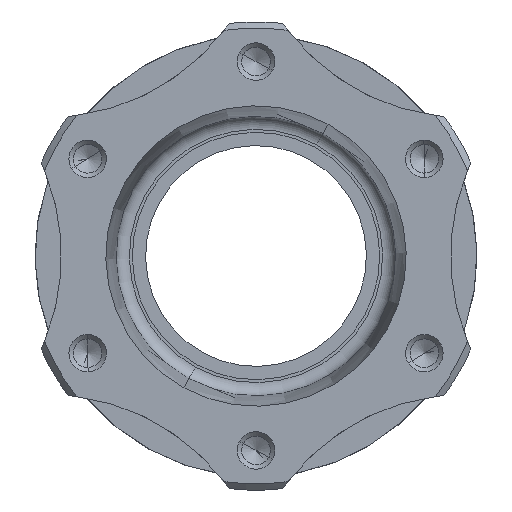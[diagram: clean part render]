
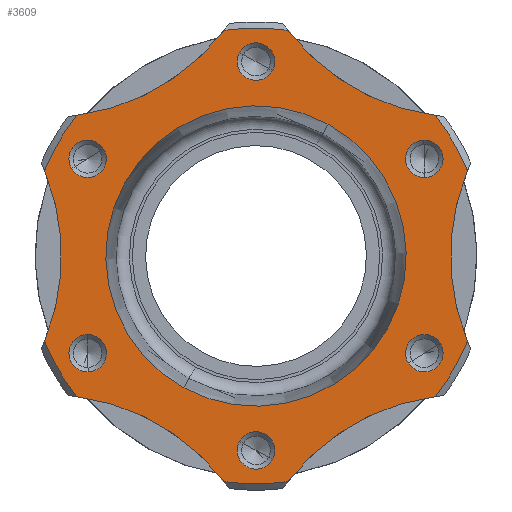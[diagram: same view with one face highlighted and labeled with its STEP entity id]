
A CAD part, front view. The second image highlights one B-rep face of the part: STEP entity #3609.
In plain terms, the highlighted planar face has unit normal (0, -1, 0).
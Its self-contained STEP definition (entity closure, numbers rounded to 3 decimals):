
#260=CARTESIAN_POINT('Vertex',(-20.864,17.5,9.896)) ;
#276=CARTESIAN_POINT('Vertex',(-17.241,17.5,12.104)) ;
#279=CARTESIAN_POINT('Axis2P3D Location',(-19.053,17.5,11.)) ;
#301=CARTESIAN_POINT('Axis2P3D Location',(-19.053,17.5,11.)) ;
#322=CARTESIAN_POINT('Vertex',(-19.003,17.5,-13.12)) ;
#338=CARTESIAN_POINT('Vertex',(-19.103,17.5,-8.88)) ;
#341=CARTESIAN_POINT('Axis2P3D Location',(-19.053,17.5,-11.)) ;
#363=CARTESIAN_POINT('Axis2P3D Location',(-19.053,17.5,-11.)) ;
#384=CARTESIAN_POINT('Vertex',(1.861,17.5,-23.017)) ;
#400=CARTESIAN_POINT('Vertex',(-1.861,17.5,-20.983)) ;
#403=CARTESIAN_POINT('Axis2P3D Location',(0.,17.5,-22.)) ;
#425=CARTESIAN_POINT('Axis2P3D Location',(0.,17.5,-22.)) ;
#446=CARTESIAN_POINT('Vertex',(20.864,17.5,-9.896)) ;
#462=CARTESIAN_POINT('Vertex',(17.241,17.5,-12.104)) ;
#465=CARTESIAN_POINT('Axis2P3D Location',(19.053,17.5,-11.)) ;
#487=CARTESIAN_POINT('Axis2P3D Location',(19.053,17.5,-11.)) ;
#508=CARTESIAN_POINT('Vertex',(19.003,17.5,13.12)) ;
#524=CARTESIAN_POINT('Vertex',(19.103,17.5,8.88)) ;
#527=CARTESIAN_POINT('Axis2P3D Location',(19.053,17.5,11.)) ;
#549=CARTESIAN_POINT('Axis2P3D Location',(19.053,17.5,11.)) ;
#570=CARTESIAN_POINT('Vertex',(-1.861,17.5,23.017)) ;
#586=CARTESIAN_POINT('Vertex',(1.861,17.5,20.983)) ;
#589=CARTESIAN_POINT('Axis2P3D Location',(0.,17.5,22.)) ;
#611=CARTESIAN_POINT('Axis2P3D Location',(0.,17.5,22.)) ;
#628=CARTESIAN_POINT('Axis2P3D Location',(0.,17.5,0.)) ;
#632=CARTESIAN_POINT('Vertex',(8.15,17.5,14.919)) ;
#634=CARTESIAN_POINT('Vertex',(-8.15,17.5,-14.919)) ;
#663=CARTESIAN_POINT('Axis2P3D Location',(0.,17.5,0.)) ;
#2779=CARTESIAN_POINT('Vertex',(20.303,17.5,15.909)) ;
#2833=CARTESIAN_POINT('Vertex',(3.626,17.5,25.537)) ;
#2836=CARTESIAN_POINT('Axis2P3D Location',(23.5,17.5,40.703)) ;
#2938=CARTESIAN_POINT('Axis2P3D Location',(0.,17.5,0.)) ;
#2942=CARTESIAN_POINT('Vertex',(23.928,17.5,9.628)) ;
#2968=CARTESIAN_POINT('Vertex',(23.928,17.5,-9.628)) ;
#2993=CARTESIAN_POINT('Axis2P3D Location',(47.,17.5,0.)) ;
#3017=CARTESIAN_POINT('Axis2P3D Location',(0.,17.5,0.)) ;
#3021=CARTESIAN_POINT('Vertex',(20.303,17.5,-15.909)) ;
#3175=CARTESIAN_POINT('Vertex',(3.626,17.5,-25.537)) ;
#3200=CARTESIAN_POINT('Axis2P3D Location',(23.5,17.5,-40.703)) ;
#3283=CARTESIAN_POINT('Axis2P3D Location',(0.,17.5,0.)) ;
#3287=CARTESIAN_POINT('Vertex',(-3.626,17.5,-25.537)) ;
#3313=CARTESIAN_POINT('Vertex',(-20.303,17.5,-15.909)) ;
#3338=CARTESIAN_POINT('Axis2P3D Location',(-23.5,17.5,-40.703)) ;
#3362=CARTESIAN_POINT('Axis2P3D Location',(0.,17.5,0.)) ;
#3366=CARTESIAN_POINT('Vertex',(-23.928,17.5,-9.628)) ;
#3450=CARTESIAN_POINT('Vertex',(-23.928,17.5,9.628)) ;
#3475=CARTESIAN_POINT('Axis2P3D Location',(-47.,17.5,0.)) ;
#3543=CARTESIAN_POINT('Axis2P3D Location',(0.,17.5,25.793)) ;
#3548=CARTESIAN_POINT('Axis2P3D Location',(-23.5,17.5,40.703)) ;
#3552=CARTESIAN_POINT('Vertex',(-20.303,17.5,15.909)) ;
#3554=CARTESIAN_POINT('Vertex',(-3.626,17.5,25.537)) ;
#3557=CARTESIAN_POINT('Axis2P3D Location',(0.,17.5,0.)) ;
#3562=CARTESIAN_POINT('Axis2P3D Location',(0.,17.5,0.)) ;
#280=DIRECTION('Axis2P3D Direction',(0.,1.,0.)) ;
#302=DIRECTION('Axis2P3D Direction',(0.,1.,0.)) ;
#342=DIRECTION('Axis2P3D Direction',(0.,1.,0.)) ;
#364=DIRECTION('Axis2P3D Direction',(0.,1.,0.)) ;
#404=DIRECTION('Axis2P3D Direction',(0.,1.,0.)) ;
#426=DIRECTION('Axis2P3D Direction',(0.,1.,0.)) ;
#466=DIRECTION('Axis2P3D Direction',(0.,1.,0.)) ;
#488=DIRECTION('Axis2P3D Direction',(0.,1.,0.)) ;
#528=DIRECTION('Axis2P3D Direction',(0.,1.,0.)) ;
#550=DIRECTION('Axis2P3D Direction',(0.,1.,0.)) ;
#590=DIRECTION('Axis2P3D Direction',(0.,1.,0.)) ;
#612=DIRECTION('Axis2P3D Direction',(0.,1.,0.)) ;
#629=DIRECTION('Axis2P3D Direction',(0.,-1.,-0.)) ;
#664=DIRECTION('Axis2P3D Direction',(0.,-1.,-0.)) ;
#2837=DIRECTION('Axis2P3D Direction',(0.,-1.,0.)) ;
#2939=DIRECTION('Axis2P3D Direction',(0.,1.,0.)) ;
#2994=DIRECTION('Axis2P3D Direction',(0.,-1.,0.)) ;
#3018=DIRECTION('Axis2P3D Direction',(0.,1.,0.)) ;
#3201=DIRECTION('Axis2P3D Direction',(0.,-1.,-0.)) ;
#3284=DIRECTION('Axis2P3D Direction',(0.,1.,0.)) ;
#3339=DIRECTION('Axis2P3D Direction',(0.,-1.,-0.)) ;
#3363=DIRECTION('Axis2P3D Direction',(0.,1.,0.)) ;
#3476=DIRECTION('Axis2P3D Direction',(-0.,-1.,0.)) ;
#3544=DIRECTION('Axis2P3D Direction',(-0.,1.,0.)) ;
#3545=DIRECTION('Axis2P3D XDirection',(1.,0.,0.)) ;
#3549=DIRECTION('Axis2P3D Direction',(-0.,1.,0.)) ;
#3558=DIRECTION('Axis2P3D Direction',(-0.,1.,0.)) ;
#3563=DIRECTION('Axis2P3D Direction',(-0.,1.,0.)) ;
#281=AXIS2_PLACEMENT_3D('Circle Axis2P3D',#279,#280,$) ;
#303=AXIS2_PLACEMENT_3D('Circle Axis2P3D',#301,#302,$) ;
#343=AXIS2_PLACEMENT_3D('Circle Axis2P3D',#341,#342,$) ;
#365=AXIS2_PLACEMENT_3D('Circle Axis2P3D',#363,#364,$) ;
#405=AXIS2_PLACEMENT_3D('Circle Axis2P3D',#403,#404,$) ;
#427=AXIS2_PLACEMENT_3D('Circle Axis2P3D',#425,#426,$) ;
#467=AXIS2_PLACEMENT_3D('Circle Axis2P3D',#465,#466,$) ;
#489=AXIS2_PLACEMENT_3D('Circle Axis2P3D',#487,#488,$) ;
#529=AXIS2_PLACEMENT_3D('Circle Axis2P3D',#527,#528,$) ;
#551=AXIS2_PLACEMENT_3D('Circle Axis2P3D',#549,#550,$) ;
#591=AXIS2_PLACEMENT_3D('Circle Axis2P3D',#589,#590,$) ;
#613=AXIS2_PLACEMENT_3D('Circle Axis2P3D',#611,#612,$) ;
#630=AXIS2_PLACEMENT_3D('Circle Axis2P3D',#628,#629,$) ;
#665=AXIS2_PLACEMENT_3D('Circle Axis2P3D',#663,#664,$) ;
#2838=AXIS2_PLACEMENT_3D('Circle Axis2P3D',#2836,#2837,$) ;
#2940=AXIS2_PLACEMENT_3D('Circle Axis2P3D',#2938,#2939,$) ;
#2995=AXIS2_PLACEMENT_3D('Circle Axis2P3D',#2993,#2994,$) ;
#3019=AXIS2_PLACEMENT_3D('Circle Axis2P3D',#3017,#3018,$) ;
#3202=AXIS2_PLACEMENT_3D('Circle Axis2P3D',#3200,#3201,$) ;
#3285=AXIS2_PLACEMENT_3D('Circle Axis2P3D',#3283,#3284,$) ;
#3340=AXIS2_PLACEMENT_3D('Circle Axis2P3D',#3338,#3339,$) ;
#3364=AXIS2_PLACEMENT_3D('Circle Axis2P3D',#3362,#3363,$) ;
#3477=AXIS2_PLACEMENT_3D('Circle Axis2P3D',#3475,#3476,$) ;
#3546=AXIS2_PLACEMENT_3D('Plane Axis2P3D',#3543,#3544,#3545) ;
#3550=AXIS2_PLACEMENT_3D('Circle Axis2P3D',#3548,#3549,$) ;
#3559=AXIS2_PLACEMENT_3D('Circle Axis2P3D',#3557,#3558,$) ;
#3564=AXIS2_PLACEMENT_3D('Circle Axis2P3D',#3562,#3563,$) ;
#3568=ORIENTED_EDGE('',*,*,#3556,.F.) ;
#3569=ORIENTED_EDGE('',*,*,#3561,.F.) ;
#3570=ORIENTED_EDGE('',*,*,#3479,.F.) ;
#3571=ORIENTED_EDGE('',*,*,#3368,.F.) ;
#3572=ORIENTED_EDGE('',*,*,#3342,.F.) ;
#3573=ORIENTED_EDGE('',*,*,#3289,.F.) ;
#3574=ORIENTED_EDGE('',*,*,#3204,.F.) ;
#3575=ORIENTED_EDGE('',*,*,#3023,.F.) ;
#3576=ORIENTED_EDGE('',*,*,#2997,.F.) ;
#3577=ORIENTED_EDGE('',*,*,#2944,.F.) ;
#3578=ORIENTED_EDGE('',*,*,#2840,.F.) ;
#3579=ORIENTED_EDGE('',*,*,#3566,.F.) ;
#3582=ORIENTED_EDGE('',*,*,#305,.T.) ;
#3583=ORIENTED_EDGE('',*,*,#283,.T.) ;
#3586=ORIENTED_EDGE('',*,*,#367,.T.) ;
#3587=ORIENTED_EDGE('',*,*,#345,.T.) ;
#3590=ORIENTED_EDGE('',*,*,#429,.T.) ;
#3591=ORIENTED_EDGE('',*,*,#407,.T.) ;
#3594=ORIENTED_EDGE('',*,*,#491,.T.) ;
#3595=ORIENTED_EDGE('',*,*,#469,.T.) ;
#3598=ORIENTED_EDGE('',*,*,#553,.T.) ;
#3599=ORIENTED_EDGE('',*,*,#531,.T.) ;
#3602=ORIENTED_EDGE('',*,*,#615,.T.) ;
#3603=ORIENTED_EDGE('',*,*,#593,.T.) ;
#3606=ORIENTED_EDGE('',*,*,#667,.T.) ;
#3607=ORIENTED_EDGE('',*,*,#636,.T.) ;
#3584=FACE_BOUND('',#3581,.T.) ;
#3588=FACE_BOUND('',#3585,.T.) ;
#3592=FACE_BOUND('',#3589,.T.) ;
#3596=FACE_BOUND('',#3593,.T.) ;
#3600=FACE_BOUND('',#3597,.T.) ;
#3604=FACE_BOUND('',#3601,.T.) ;
#3608=FACE_BOUND('',#3605,.T.) ;
#3609=ADVANCED_FACE('Corps principal',(#3580,#3584,#3588,#3592,#3596,#3600,#3604,#3608),#3547,.F.) ;
#282=CIRCLE('generated circle',#281,2.121) ;
#304=CIRCLE('generated circle',#303,2.121) ;
#344=CIRCLE('generated circle',#343,2.121) ;
#366=CIRCLE('generated circle',#365,2.121) ;
#406=CIRCLE('generated circle',#405,2.121) ;
#428=CIRCLE('generated circle',#427,2.121) ;
#468=CIRCLE('generated circle',#467,2.121) ;
#490=CIRCLE('generated circle',#489,2.121) ;
#530=CIRCLE('generated circle',#529,2.121) ;
#552=CIRCLE('generated circle',#551,2.121) ;
#592=CIRCLE('generated circle',#591,2.121) ;
#614=CIRCLE('generated circle',#613,2.121) ;
#631=CIRCLE('generated circle',#630,17.) ;
#666=CIRCLE('generated circle',#665,17.) ;
#2839=CIRCLE('generated circle',#2838,25.) ;
#2941=CIRCLE('generated circle',#2940,25.793) ;
#2996=CIRCLE('generated circle',#2995,25.) ;
#3020=CIRCLE('generated circle',#3019,25.793) ;
#3203=CIRCLE('generated circle',#3202,25.) ;
#3286=CIRCLE('generated circle',#3285,25.793) ;
#3341=CIRCLE('generated circle',#3340,25.) ;
#3365=CIRCLE('generated circle',#3364,25.793) ;
#3478=CIRCLE('generated circle',#3477,25.) ;
#3551=CIRCLE('generated circle',#3550,25.) ;
#3560=CIRCLE('generated circle',#3559,25.793) ;
#3565=CIRCLE('generated circle',#3564,25.793) ;
#283=EDGE_CURVE('',#261,#277,#282,.T.) ;
#305=EDGE_CURVE('',#277,#261,#304,.T.) ;
#345=EDGE_CURVE('',#323,#339,#344,.T.) ;
#367=EDGE_CURVE('',#339,#323,#366,.T.) ;
#407=EDGE_CURVE('',#385,#401,#406,.T.) ;
#429=EDGE_CURVE('',#401,#385,#428,.T.) ;
#469=EDGE_CURVE('',#447,#463,#468,.T.) ;
#491=EDGE_CURVE('',#463,#447,#490,.T.) ;
#531=EDGE_CURVE('',#509,#525,#530,.T.) ;
#553=EDGE_CURVE('',#525,#509,#552,.T.) ;
#593=EDGE_CURVE('',#571,#587,#592,.T.) ;
#615=EDGE_CURVE('',#587,#571,#614,.T.) ;
#636=EDGE_CURVE('',#633,#635,#631,.F.) ;
#667=EDGE_CURVE('',#635,#633,#666,.F.) ;
#2840=EDGE_CURVE('',#2834,#2780,#2839,.T.) ;
#2944=EDGE_CURVE('',#2780,#2943,#2941,.T.) ;
#2997=EDGE_CURVE('',#2943,#2969,#2996,.T.) ;
#3023=EDGE_CURVE('',#2969,#3022,#3020,.T.) ;
#3204=EDGE_CURVE('',#3022,#3176,#3203,.T.) ;
#3289=EDGE_CURVE('',#3176,#3288,#3286,.T.) ;
#3342=EDGE_CURVE('',#3288,#3314,#3341,.T.) ;
#3368=EDGE_CURVE('',#3314,#3367,#3365,.T.) ;
#3479=EDGE_CURVE('',#3367,#3451,#3478,.T.) ;
#3556=EDGE_CURVE('',#3553,#3555,#3551,.F.) ;
#3561=EDGE_CURVE('',#3451,#3553,#3560,.T.) ;
#3566=EDGE_CURVE('',#3555,#2834,#3565,.T.) ;
#3567=EDGE_LOOP('',(#3568,#3569,#3570,#3571,#3572,#3573,#3574,#3575,#3576,#3577,#3578,#3579)) ;
#3581=EDGE_LOOP('',(#3582,#3583)) ;
#3585=EDGE_LOOP('',(#3586,#3587)) ;
#3589=EDGE_LOOP('',(#3590,#3591)) ;
#3593=EDGE_LOOP('',(#3594,#3595)) ;
#3597=EDGE_LOOP('',(#3598,#3599)) ;
#3601=EDGE_LOOP('',(#3602,#3603)) ;
#3605=EDGE_LOOP('',(#3606,#3607)) ;
#3580=FACE_OUTER_BOUND('',#3567,.T.) ;
#3547=PLANE('Plane',#3546) ;
#261=VERTEX_POINT('',#260) ;
#277=VERTEX_POINT('',#276) ;
#323=VERTEX_POINT('',#322) ;
#339=VERTEX_POINT('',#338) ;
#385=VERTEX_POINT('',#384) ;
#401=VERTEX_POINT('',#400) ;
#447=VERTEX_POINT('',#446) ;
#463=VERTEX_POINT('',#462) ;
#509=VERTEX_POINT('',#508) ;
#525=VERTEX_POINT('',#524) ;
#571=VERTEX_POINT('',#570) ;
#587=VERTEX_POINT('',#586) ;
#633=VERTEX_POINT('',#632) ;
#635=VERTEX_POINT('',#634) ;
#2780=VERTEX_POINT('',#2779) ;
#2834=VERTEX_POINT('',#2833) ;
#2943=VERTEX_POINT('',#2942) ;
#2969=VERTEX_POINT('',#2968) ;
#3022=VERTEX_POINT('',#3021) ;
#3176=VERTEX_POINT('',#3175) ;
#3288=VERTEX_POINT('',#3287) ;
#3314=VERTEX_POINT('',#3313) ;
#3367=VERTEX_POINT('',#3366) ;
#3451=VERTEX_POINT('',#3450) ;
#3553=VERTEX_POINT('',#3552) ;
#3555=VERTEX_POINT('',#3554) ;
